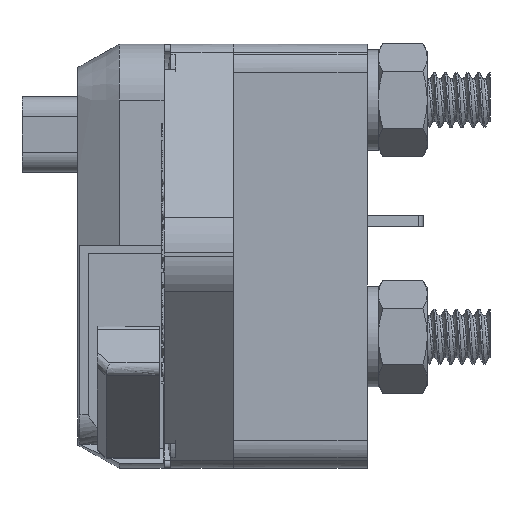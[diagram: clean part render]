
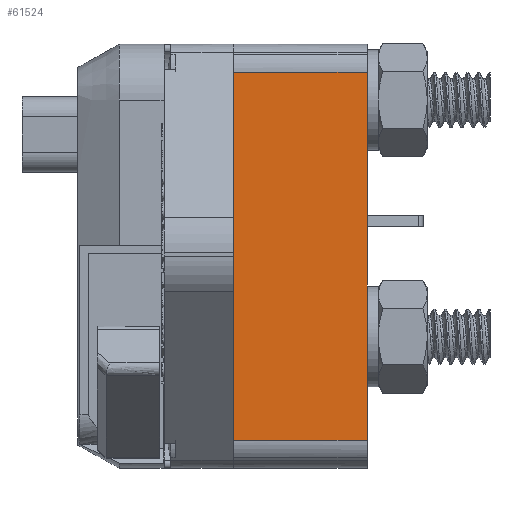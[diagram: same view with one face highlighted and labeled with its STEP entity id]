
A CAD part, left-side view. The second image highlights one B-rep face of the part: STEP entity #61524.
In plain terms, the highlighted free-form (B-spline) face has degree [1, 1] with [2, 2] control points.
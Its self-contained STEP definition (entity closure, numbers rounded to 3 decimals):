
#61069 = VERTEX_POINT('',#61070);
#61070 = CARTESIAN_POINT('',(20.401,-17.869,
    32.224));
#61075 = EDGE_CURVE('',#61069,#61076,#61078,.T.);
#61076 = VERTEX_POINT('',#61077);
#61077 = CARTESIAN_POINT('',(20.401,-17.869,
    3.723));
#61078 = B_SPLINE_CURVE_WITH_KNOTS('',1,(#61079,#61080),.UNSPECIFIED.,
  .F.,.F.,(2,2),(-24.308,0.),.PIECEWISE_BEZIER_KNOTS.);
#61079 = CARTESIAN_POINT('',(20.401,-17.869,
    32.224));
#61080 = CARTESIAN_POINT('',(20.401,-17.869,
    3.723));
#61195 = VERTEX_POINT('',#61196);
#61196 = CARTESIAN_POINT('',(20.401,-17.869,
    33.713));
#61256 = VERTEX_POINT('',#61257);
#61257 = CARTESIAN_POINT('',(20.401,-17.869,
    52.863));
#61263 = EDGE_CURVE('',#61256,#61195,#61264,.T.);
#61264 = B_SPLINE_CURVE_WITH_KNOTS('',1,(#61265,#61266),.UNSPECIFIED.,
  .F.,.F.,(2,2),(-41.91,-25.578),.PIECEWISE_BEZIER_KNOTS.);
#61265 = CARTESIAN_POINT('',(20.401,-17.869,
    52.863));
#61266 = CARTESIAN_POINT('',(20.401,-17.869,
    33.713));
#61514 = EDGE_CURVE('',#61069,#61195,#61515,.T.);
#61515 = B_SPLINE_CURVE_WITH_KNOTS('',1,(#61516,#61517),.UNSPECIFIED.,
  .F.,.F.,(2,2),(-9.436,-8.166),.PIECEWISE_BEZIER_KNOTS.);
#61516 = CARTESIAN_POINT('',(20.401,-17.869,
    32.224));
#61517 = CARTESIAN_POINT('',(20.401,-17.869,
    33.713));
#61524 = ADVANCED_FACE('',(#61525),#61549,.T.);
#61525 = FACE_BOUND('',#61526,.T.);
#61526 = EDGE_LOOP('',(#61527,#61528,#61529,#61536,#61543,#61548));
#61527 = ORIENTED_EDGE('',*,*,#61514,.T.);
#61528 = ORIENTED_EDGE('',*,*,#61263,.F.);
#61529 = ORIENTED_EDGE('',*,*,#61530,.F.);
#61530 = EDGE_CURVE('',#61531,#61256,#61533,.T.);
#61531 = VERTEX_POINT('',#61532);
#61532 = CARTESIAN_POINT('',(20.401,0.,52.863));
#61533 = B_SPLINE_CURVE_WITH_KNOTS('',1,(#61534,#61535),.UNSPECIFIED.,
  .F.,.F.,(2,2),(0.,15.24),.PIECEWISE_BEZIER_KNOTS.);
#61534 = CARTESIAN_POINT('',(20.401,0.,52.863));
#61535 = CARTESIAN_POINT('',(20.401,-17.869,
    52.863));
#61536 = ORIENTED_EDGE('',*,*,#61537,.F.);
#61537 = EDGE_CURVE('',#61538,#61531,#61540,.T.);
#61538 = VERTEX_POINT('',#61539);
#61539 = CARTESIAN_POINT('',(20.401,0.,3.723));
#61540 = B_SPLINE_CURVE_WITH_KNOTS('',1,(#61541,#61542),.UNSPECIFIED.,
  .F.,.F.,(2,2),(0.,41.91),.PIECEWISE_BEZIER_KNOTS.);
#61541 = CARTESIAN_POINT('',(20.401,0.,3.723));
#61542 = CARTESIAN_POINT('',(20.401,0.,52.863));
#61543 = ORIENTED_EDGE('',*,*,#61544,.T.);
#61544 = EDGE_CURVE('',#61538,#61076,#61545,.T.);
#61545 = B_SPLINE_CURVE_WITH_KNOTS('',1,(#61546,#61547),.UNSPECIFIED.,
  .F.,.F.,(2,2),(0.,15.24),.PIECEWISE_BEZIER_KNOTS.);
#61546 = CARTESIAN_POINT('',(20.401,0.,3.723));
#61547 = CARTESIAN_POINT('',(20.401,-17.869,
    3.723));
#61548 = ORIENTED_EDGE('',*,*,#61075,.F.);
#61549 = B_SPLINE_SURFACE_WITH_KNOTS('',1,1,(
    (#61550,#61551)
    ,(#61552,#61553
    )),.UNSPECIFIED.,.F.,.F.,.F.,(2,2),(2,2),(0.,41.91),(0.,15.24),
  .PIECEWISE_BEZIER_KNOTS.);
#61550 = CARTESIAN_POINT('',(20.401,0.,52.863));
#61551 = CARTESIAN_POINT('',(20.401,-17.869,
    52.863));
#61552 = CARTESIAN_POINT('',(20.401,0.,3.723));
#61553 = CARTESIAN_POINT('',(20.401,-17.869,
    3.723));
